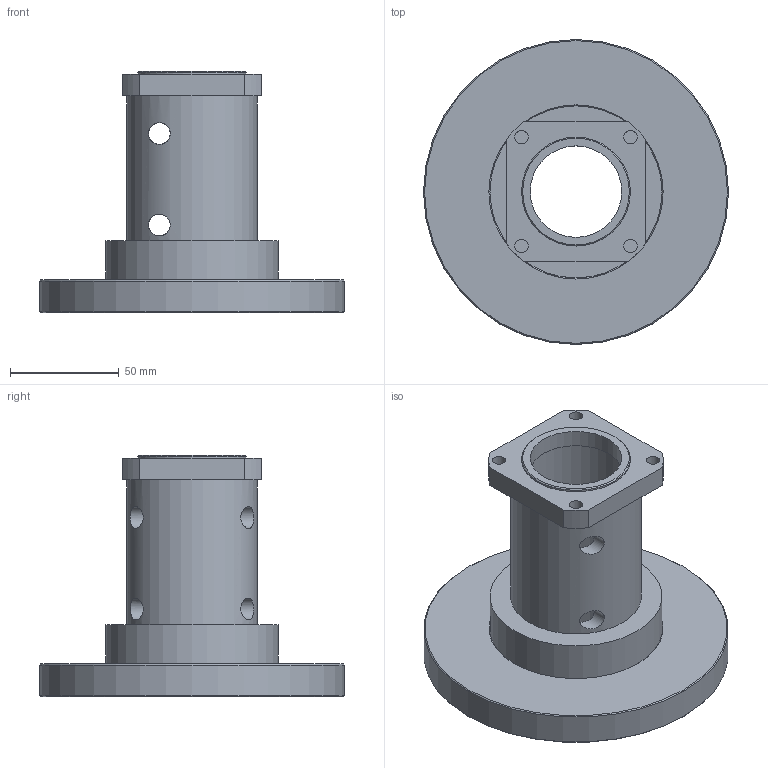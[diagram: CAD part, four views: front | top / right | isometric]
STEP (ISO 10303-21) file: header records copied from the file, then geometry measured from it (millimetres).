
FILE_DESCRIPTION(/* description */ (''),/* implementation_level */ '2;1');
FILE_NAME(/* name */ 'VK MTJ80 140 GESM1924.stp',/* time_stamp */ '2015-08-21T12:06:07+01:00',/* author */ ('Hypex'),/* organization */ ('Hypex'),/* preprocessor_version */ 'ST-DEVELOPER v15.2',/* originating_system */ 'Autodesk Inventor 2014',/* authorisation */ '');
FILE_SCHEMA (('AUTOMOTIVE_DESIGN { 1 0 10303 214 3 1 1 }'));
Length unit declared in the file: millimetre
Products named in the file (1): VK MTJ80 140 GESM1924
Bounding box: 140 x 140 x 110.8 mm (x, y, z)
Volume: 347435 mm3; surface area: 75202.1 mm2
Topology: 1 solids, 6 shells, 48 faces, 105 edges, 69 vertices
Faces by surface type: cylinder 23, plane 16, cone 9
Full cylindrical faces by diameter (mm): 4.917 x4, 6.2 x4, 10 x4, 42 x1, 48 x1, 50 x1, 60 x1, 79 x2, 140 x1
Entity records: 1468 total; most frequent: CARTESIAN_POINT 455, DIRECTION 200, ORIENTED_EDGE 134, EDGE_LOOP 96, AXIS2_PLACEMENT_3D 92, EDGE_CURVE 67, VERTEX_POINT 59, FACE_BOUND 55
